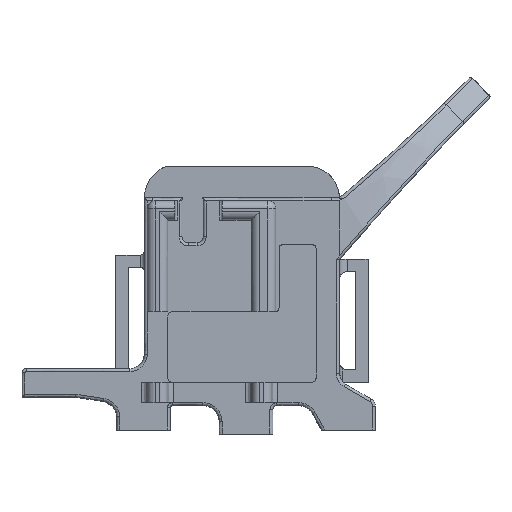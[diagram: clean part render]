
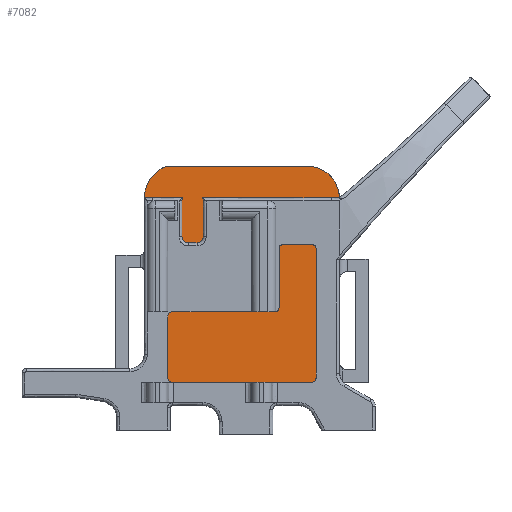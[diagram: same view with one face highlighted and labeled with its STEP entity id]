
A CAD part, top view. The second image highlights one B-rep face of the part: STEP entity #7082.
In plain terms, the highlighted planar face has unit normal (0, 0, 1).
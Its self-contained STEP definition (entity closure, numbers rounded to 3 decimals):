
#101=PLANE('',#7438);
#569=LINE('',#14707,#1271);
#576=LINE('',#14718,#1278);
#577=LINE('',#14721,#1279);
#578=LINE('',#14725,#1280);
#579=LINE('',#14728,#1281);
#580=LINE('',#14732,#1282);
#581=LINE('',#14735,#1283);
#1271=VECTOR('',#8232,10.);
#1278=VECTOR('',#8241,10.);
#1279=VECTOR('',#8244,10.);
#1280=VECTOR('',#8247,10.);
#1281=VECTOR('',#8250,10.);
#1282=VECTOR('',#8253,10.);
#1283=VECTOR('',#8256,10.);
#1752=CIRCLE('',#7404,8.227);
#1756=CIRCLE('',#7439,5.727);
#1757=CIRCLE('',#7440,5.727);
#1758=CIRCLE('',#7441,7.727);
#1759=CIRCLE('',#7442,5.2);
#1960=FACE_OUTER_BOUND('',#2346,.T.);
#2346=EDGE_LOOP('',(#5674,#5675,#5676,#5677,#5678,#5679,#5680,#5681,#5682,
#5683,#5684,#5685));
#2900=VERTEX_POINT('',#9687);
#3152=VERTEX_POINT('',#11627);
#3318=VERTEX_POINT('',#14704);
#3319=VERTEX_POINT('',#14706);
#3322=VERTEX_POINT('',#14716);
#3323=VERTEX_POINT('',#14720);
#3324=VERTEX_POINT('',#14722);
#3325=VERTEX_POINT('',#14724);
#3326=VERTEX_POINT('',#14726);
#3327=VERTEX_POINT('',#14729);
#3328=VERTEX_POINT('',#14731);
#3329=VERTEX_POINT('',#14733);
#3938=EDGE_CURVE('',#2900,#3152,#1752,.T.);
#4198=EDGE_CURVE('',#3318,#3319,#569,.T.);
#4205=EDGE_CURVE('',#3322,#2900,#576,.T.);
#4206=EDGE_CURVE('',#3323,#3322,#577,.T.);
#4207=EDGE_CURVE('',#3324,#3323,#1756,.T.);
#4208=EDGE_CURVE('',#3325,#3324,#578,.T.);
#4209=EDGE_CURVE('',#3326,#3325,#1757,.T.);
#4210=EDGE_CURVE('',#3319,#3326,#579,.T.);
#4211=EDGE_CURVE('',#3327,#3318,#1758,.T.);
#4212=EDGE_CURVE('',#3328,#3327,#580,.T.);
#4213=EDGE_CURVE('',#3329,#3328,#1759,.T.);
#4214=EDGE_CURVE('',#3152,#3329,#581,.T.);
#5674=ORIENTED_EDGE('',*,*,#4205,.F.);
#5675=ORIENTED_EDGE('',*,*,#4206,.F.);
#5676=ORIENTED_EDGE('',*,*,#4207,.F.);
#5677=ORIENTED_EDGE('',*,*,#4208,.F.);
#5678=ORIENTED_EDGE('',*,*,#4209,.F.);
#5679=ORIENTED_EDGE('',*,*,#4210,.F.);
#5680=ORIENTED_EDGE('',*,*,#4198,.F.);
#5681=ORIENTED_EDGE('',*,*,#4211,.F.);
#5682=ORIENTED_EDGE('',*,*,#4212,.F.);
#5683=ORIENTED_EDGE('',*,*,#4213,.F.);
#5684=ORIENTED_EDGE('',*,*,#4214,.F.);
#5685=ORIENTED_EDGE('',*,*,#3938,.F.);
#7082=ADVANCED_FACE('',(#1960),#101,.F.);
#7404=AXIS2_PLACEMENT_3D('',#11628,#8047,#8048);
#7438=AXIS2_PLACEMENT_3D('',#14719,#8242,#8243);
#7439=AXIS2_PLACEMENT_3D('',#14723,#8245,#8246);
#7440=AXIS2_PLACEMENT_3D('',#14727,#8248,#8249);
#7441=AXIS2_PLACEMENT_3D('',#14730,#8251,#8252);
#7442=AXIS2_PLACEMENT_3D('',#14734,#8254,#8255);
#8047=DIRECTION('center_axis',(0.,0.,-1.));
#8048=DIRECTION('ref_axis',(-1.,0.,0.));
#8232=DIRECTION('',(-1.,0.,0.));
#8241=DIRECTION('',(-1.,0.,0.));
#8242=DIRECTION('center_axis',(0.,0.,-1.));
#8243=DIRECTION('ref_axis',(1.,0.,0.));
#8244=DIRECTION('',(0.,1.,0.));
#8245=DIRECTION('center_axis',(0.,0.,
-1.));
#8246=DIRECTION('ref_axis',(-1.,0.,0.));
#8247=DIRECTION('',(-1.,0.,0.));
#8248=DIRECTION('center_axis',(0.,0.,
-1.));
#8249=DIRECTION('ref_axis',(0.,-1.,0.));
#8250=DIRECTION('',(0.,-1.,0.));
#8251=DIRECTION('center_axis',(0.,0.,-1.));
#8252=DIRECTION('ref_axis',(0.,1.,0.));
#8253=DIRECTION('',(1.,0.,0.));
#8254=DIRECTION('center_axis',(0.,0.,-1.));
#8255=DIRECTION('ref_axis',(-0.059,0.998,0.));
#8256=DIRECTION('',(1.,0.,0.));
#9687=CARTESIAN_POINT('',(338.291,212.79,-123.173));
#11627=CARTESIAN_POINT('',(343.669,220.508,-123.173));
#11628=CARTESIAN_POINT('Origin',(346.518,212.79,-123.173));
#14704=CARTESIAN_POINT('',(385.861,212.79,-123.173));
#14706=CARTESIAN_POINT('',(383.861,212.79,-123.173));
#14707=CARTESIAN_POINT('',(383.861,212.79,-123.173));
#14716=CARTESIAN_POINT('',(340.291,212.79,-123.173));
#14718=CARTESIAN_POINT('',(340.291,212.79,-123.173));
#14719=CARTESIAN_POINT('Origin',(362.076,191.331,-123.173));
#14720=CARTESIAN_POINT('',(340.291,169.872,-123.173));
#14721=CARTESIAN_POINT('',(340.291,212.79,-123.173));
#14722=CARTESIAN_POINT('',(346.018,164.145,-123.173));
#14723=CARTESIAN_POINT('Origin',(346.018,169.872,-123.173));
#14724=CARTESIAN_POINT('',(378.133,164.145,-123.173));
#14725=CARTESIAN_POINT('',(346.018,164.145,-123.173));
#14726=CARTESIAN_POINT('',(383.861,169.872,-123.173));
#14727=CARTESIAN_POINT('Origin',(378.133,169.872,-123.173));
#14728=CARTESIAN_POINT('',(383.861,169.872,-123.173));
#14729=CARTESIAN_POINT('',(378.133,220.517,-123.173));
#14730=CARTESIAN_POINT('Origin',(378.133,212.79,-123.173));
#14731=CARTESIAN_POINT('',(376.499,220.517,-123.173));
#14732=CARTESIAN_POINT('',(369.288,220.517,-123.173));
#14733=CARTESIAN_POINT('',(376.192,220.508,-123.173));
#14734=CARTESIAN_POINT('Origin',(376.499,215.317,-123.173));
#14735=CARTESIAN_POINT('',(352.873,220.508,-123.173));
